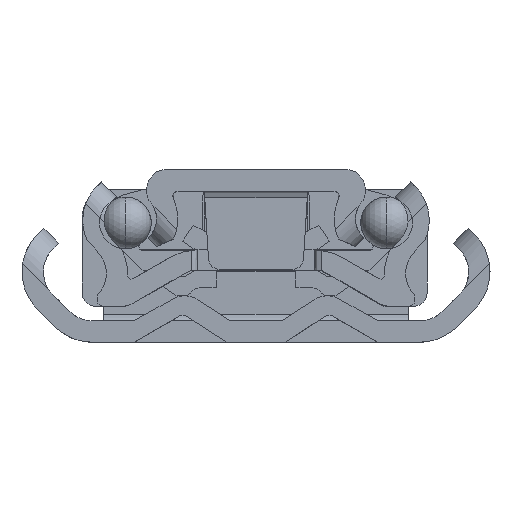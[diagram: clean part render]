
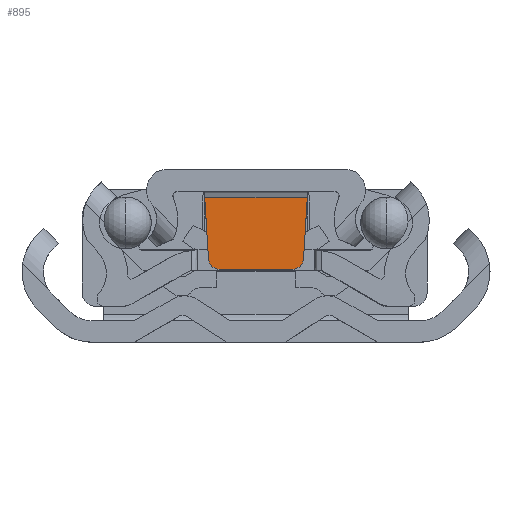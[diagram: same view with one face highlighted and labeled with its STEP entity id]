
A CAD part, left-side view. The second image highlights one B-rep face of the part: STEP entity #895.
In plain terms, the highlighted planar face has unit normal (-1, 0, 0).
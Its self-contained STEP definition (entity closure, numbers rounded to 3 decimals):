
#125 = LINE ( 'NONE', #12977, #2836 ) ;
#283 = ORIENTED_EDGE ( 'NONE', *, *, #9397, .T. ) ;
#640 = CARTESIAN_POINT ( 'NONE',  ( 4.4, -3.579, 6.25 ) ) ;
#681 = DIRECTION ( 'NONE',  ( 0., 1., 0. ) ) ;
#895 = ADVANCED_FACE ( 'NONE', ( #9872 ), #8300, .F. ) ;
#1027 = ORIENTED_EDGE ( 'NONE', *, *, #1757, .F. ) ;
#1246 = CARTESIAN_POINT ( 'NONE',  ( 4.4, -3.176, -0.199 ) ) ;
#1663 = CARTESIAN_POINT ( 'NONE',  ( 4.4, 0., 0. ) ) ;
#1675 = VECTOR ( 'NONE', #681, 1000. ) ;
#1757 = EDGE_CURVE ( 'NONE', #6627, #3410, #13756, .T. ) ;
#2282 = CARTESIAN_POINT ( 'NONE',  ( 4.4, -2.781, 6.3 ) ) ;
#2374 = VECTOR ( 'NONE', #11669, 1000. ) ;
#2799 = VERTEX_POINT ( 'NONE', #8874 ) ;
#2836 = VECTOR ( 'NONE', #11025, 1000. ) ;
#3132 = AXIS2_PLACEMENT_3D ( 'NONE', #1663, #13522, #12665 ) ;
#3410 = VERTEX_POINT ( 'NONE', #11206 ) ;
#4116 = AXIS2_PLACEMENT_3D ( 'NONE', #11890, #11813, #9886 ) ;
#4363 = CIRCLE ( 'NONE', #4116, 0.8 ) ;
#4662 = ORIENTED_EDGE ( 'NONE', *, *, #12729, .F. ) ;
#5007 = VERTEX_POINT ( 'NONE', #640 ) ;
#5177 = CARTESIAN_POINT ( 'NONE',  ( 4.4, 0., 5.5 ) ) ;
#5288 = VERTEX_POINT ( 'NONE', #12898 ) ;
#5364 = CARTESIAN_POINT ( 'NONE',  ( 4.4, -2.781, 5.5 ) ) ;
#5428 = DIRECTION ( 'NONE',  ( 0., 0., -1. ) ) ;
#5568 = DIRECTION ( 'NONE',  ( 1., 0., 0. ) ) ;
#5787 = ORIENTED_EDGE ( 'NONE', *, *, #8542, .F. ) ;
#5794 = CIRCLE ( 'NONE', #8971, 0.8 ) ;
#6627 = VERTEX_POINT ( 'NONE', #13527 ) ;
#8300 = PLANE ( 'NONE',  #3132 ) ;
#8460 = CARTESIAN_POINT ( 'NONE',  ( 4.4, 3.176, -0.199 ) ) ;
#8542 = EDGE_CURVE ( 'NONE', #5007, #12943, #5794, .T. ) ;
#8874 = CARTESIAN_POINT ( 'NONE',  ( 4.4, -3.87, 10.9 ) ) ;
#8895 = EDGE_LOOP ( 'NONE', ( #283, #10623, #1027, #4662, #12056, #5787 ) ) ;
#8971 = AXIS2_PLACEMENT_3D ( 'NONE', #2282, #5568, #5428 ) ;
#8974 = EDGE_CURVE ( 'NONE', #2799, #3410, #125, .T. ) ;
#9397 = EDGE_CURVE ( 'NONE', #5007, #2799, #11812, .T. ) ;
#9571 = EDGE_CURVE ( 'NONE', #12943, #5288, #11594, .T. ) ;
#9817 = DIRECTION ( 'NONE',  ( 0., -0.062, 0.998 ) ) ;
#9872 = FACE_OUTER_BOUND ( 'NONE', #8895, .T. ) ;
#9886 = DIRECTION ( 'NONE',  ( 0., 0., -1. ) ) ;
#10623 = ORIENTED_EDGE ( 'NONE', *, *, #8974, .T. ) ;
#11025 = DIRECTION ( 'NONE',  ( 0., 1., 0. ) ) ;
#11206 = CARTESIAN_POINT ( 'NONE',  ( 4.4, 3.87, 10.9 ) ) ;
#11594 = LINE ( 'NONE', #5177, #1675 ) ;
#11669 = DIRECTION ( 'NONE',  ( 0., 0.062, 0.998 ) ) ;
#11812 = LINE ( 'NONE', #1246, #12171 ) ;
#11813 = DIRECTION ( 'NONE',  ( 1., 0., 0. ) ) ;
#11890 = CARTESIAN_POINT ( 'NONE',  ( 4.4, 2.781, 6.3 ) ) ;
#12056 = ORIENTED_EDGE ( 'NONE', *, *, #9571, .F. ) ;
#12171 = VECTOR ( 'NONE', #9817, 1000. ) ;
#12665 = DIRECTION ( 'NONE',  ( 0., 0., -1. ) ) ;
#12729 = EDGE_CURVE ( 'NONE', #5288, #6627, #4363, .T. ) ;
#12898 = CARTESIAN_POINT ( 'NONE',  ( 4.4, 2.781, 5.5 ) ) ;
#12943 = VERTEX_POINT ( 'NONE', #5364 ) ;
#12977 = CARTESIAN_POINT ( 'NONE',  ( 4.4, 3.901, 10.9 ) ) ;
#13522 = DIRECTION ( 'NONE',  ( 1., 0., 0. ) ) ;
#13527 = CARTESIAN_POINT ( 'NONE',  ( 4.4, 3.579, 6.25 ) ) ;
#13756 = LINE ( 'NONE', #8460, #2374 ) ;
